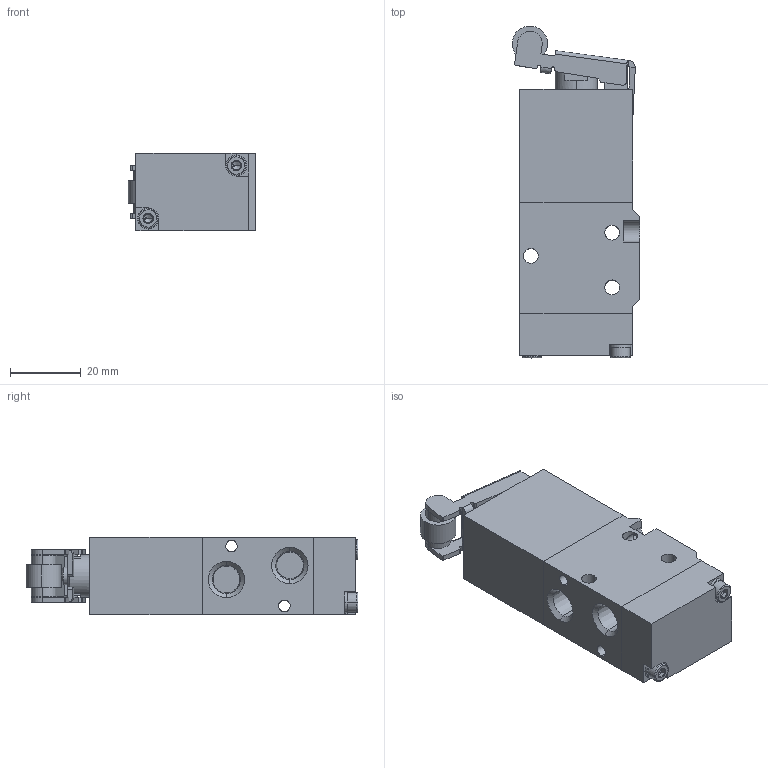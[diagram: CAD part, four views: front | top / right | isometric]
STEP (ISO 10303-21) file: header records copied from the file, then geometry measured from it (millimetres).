
FILE_DESCRIPTION (( 'STEP AP203' ), '1' );
FILE_NAME ('7001000400U.step', '2024-02-07T21:25:32', ( '' ), ( '' ), 'SwSTEP 2.0', 'SolidWorks 2023', '' );
FILE_SCHEMA (( 'CONFIG_CONTROL_DESIGN' ));
Length unit declared in the file: inch
Products named in the file (1): 7001000400U
Bounding box: 36.14 x 94.1 x 22 mm (x, y, z)
Volume: 54617.2 mm3; surface area: 17996.7 mm2
Topology: 8 solids, 8 shells, 277 faces, 698 edges, 444 vertices
Faces by surface type: plane 138, cylinder 95, cone 30, bspline 14
Entity records: 8883 total; most frequent: CARTESIAN_POINT 2072, DIRECTION 1424, ORIENTED_EDGE 1388, EDGE_CURVE 694, AXIS2_PLACEMENT_3D 512, VERTEX_POINT 444, LINE 400, VECTOR 400
